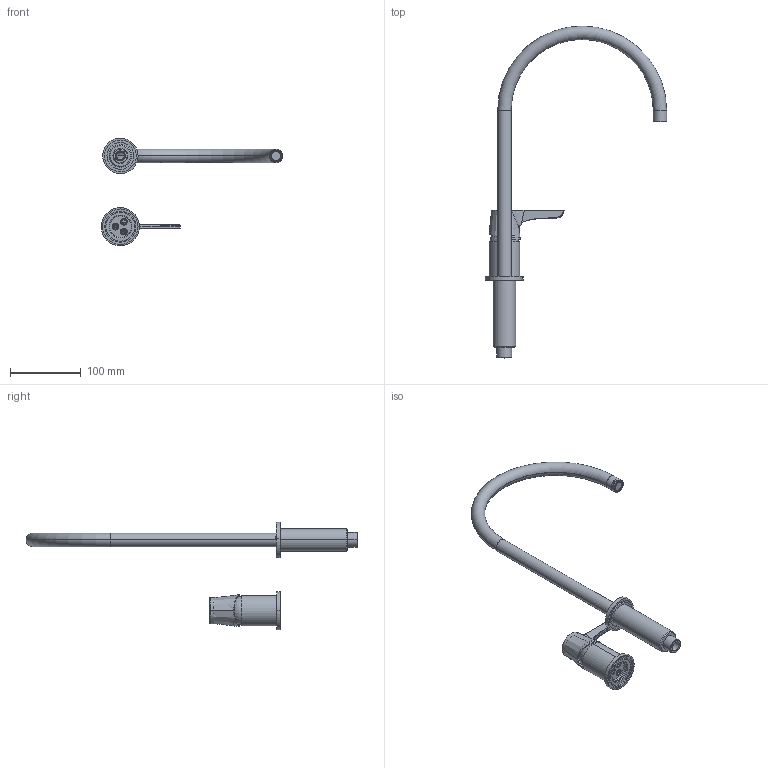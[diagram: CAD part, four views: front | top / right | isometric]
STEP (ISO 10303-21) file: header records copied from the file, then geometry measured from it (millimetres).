
FILE_DESCRIPTION (( 'STEP AP203' ), '1' );
FILE_NAME ('91EP11424.STEP', '2024-12-30T06:11:21', ( '' ), ( '' ), 'SwSTEP 2.0', 'SolidWorks 2021', '' );
FILE_SCHEMA (( 'CONFIG_CONTROL_DESIGN' ));
Length unit declared in the file: millimetre
Products named in the file (1): 91EP11424
Bounding box: 256.5 x 469.35 x 151.96 mm (x, y, z)
Volume: 161890 mm3; surface area: 130325.2 mm2
Topology: 8 solids, 8 shells, 330 faces, 766 edges, 475 vertices
Faces by surface type: cylinder 125, plane 98, cone 57, bspline 30, torus 18, sphere 2
Entity records: 22333 total; most frequent: CARTESIAN_POINT 14878, DIRECTION 1566, ORIENTED_EDGE 1516, EDGE_CURVE 758, AXIS2_PLACEMENT_3D 632, VERTEX_POINT 475, EDGE_LOOP 379, CIRCLE 331
